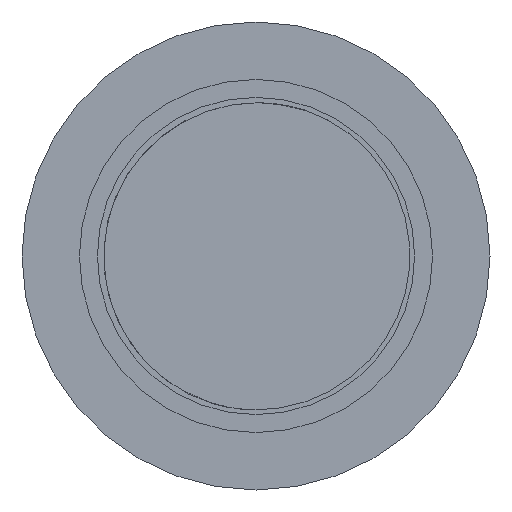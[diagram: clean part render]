
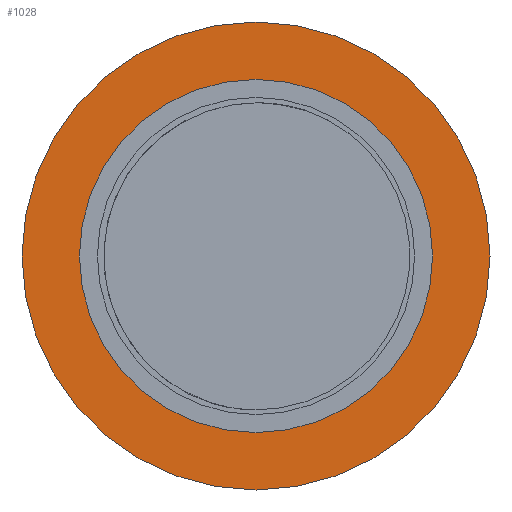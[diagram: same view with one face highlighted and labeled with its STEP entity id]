
A CAD part, front view. The second image highlights one B-rep face of the part: STEP entity #1028.
In plain terms, the highlighted planar face has unit normal (0, -1, 0).
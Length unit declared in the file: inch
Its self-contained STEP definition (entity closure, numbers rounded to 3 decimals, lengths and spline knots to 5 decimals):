
#219 = EDGE_CURVE ( 'NONE', #680, #515, #1250, .T. ) ;
#328 = DIRECTION ( 'NONE',  ( 0., 0., -1. ) ) ;
#329 = DIRECTION ( 'NONE',  ( 0., -1., 0. ) ) ;
#330 = CARTESIAN_POINT ( 'NONE',  ( 0., 0., 0. ) ) ;
#339 = DIRECTION ( 'NONE',  ( 0., 0., -1. ) ) ;
#340 = DIRECTION ( 'NONE',  ( 0., -1., 0. ) ) ;
#341 = CARTESIAN_POINT ( 'NONE',  ( 0., 0., 0. ) ) ;
#464 = EDGE_CURVE ( 'NONE', #515, #680, #1082, .T. ) ;
#469 = EDGE_CURVE ( 'NONE', #689, #669, #1092, .T. ) ;
#515 = VERTEX_POINT ( 'NONE', #842 ) ;
#562 = CARTESIAN_POINT ( 'NONE',  ( 0., 0., 0. ) ) ;
#595 = ORIENTED_EDGE ( 'NONE', *, *, #469, .F. ) ;
#609 = DIRECTION ( 'NONE',  ( 0., -1., 0. ) ) ;
#627 = ORIENTED_EDGE ( 'NONE', *, *, #464, .T. ) ;
#635 = DIRECTION ( 'NONE',  ( 0., 0., -1. ) ) ;
#669 = VERTEX_POINT ( 'NONE', #787 ) ;
#680 = VERTEX_POINT ( 'NONE', #780 ) ;
#689 = VERTEX_POINT ( 'NONE', #775 ) ;
#698 = DIRECTION ( 'NONE',  ( 0., 1., 0. ) ) ;
#707 = PLANE ( 'NONE',  #1164 ) ;
#709 = FACE_OUTER_BOUND ( 'NONE', #1538, .T. ) ;
#713 = FACE_BOUND ( 'NONE', #1500, .T. ) ;
#720 = DIRECTION ( 'NONE',  ( 0., 0., -1. ) ) ;
#722 = DIRECTION ( 'NONE',  ( 0., -1., 0. ) ) ;
#723 = CARTESIAN_POINT ( 'NONE',  ( 0., 0., 0. ) ) ;
#739 = CARTESIAN_POINT ( 'NONE',  ( -1.08, 0., 0. ) ) ;
#742 = DIRECTION ( 'NONE',  ( 0., 0., 1. ) ) ;
#775 = CARTESIAN_POINT ( 'NONE',  ( 0., 0., 0.815 ) ) ;
#780 = CARTESIAN_POINT ( 'NONE',  ( 0., 0., 1.08 ) ) ;
#787 = CARTESIAN_POINT ( 'NONE',  ( 0., 0., -0.815 ) ) ;
#842 = CARTESIAN_POINT ( 'NONE',  ( 0., 0., -1.08 ) ) ;
#1028 = ADVANCED_FACE ( 'NONE', ( #713, #709 ), #707, .F. ) ;
#1033 = EDGE_CURVE ( 'NONE', #669, #689, #1195, .T. ) ;
#1082 = CIRCLE ( 'NONE', #1279, 1.08 ) ;
#1092 = CIRCLE ( 'NONE', #1155, 0.815 ) ;
#1153 = AXIS2_PLACEMENT_3D ( 'NONE', #723, #722, #720 ) ;
#1155 = AXIS2_PLACEMENT_3D ( 'NONE', #330, #329, #328 ) ;
#1164 = AXIS2_PLACEMENT_3D ( 'NONE', #739, #698, #742 ) ;
#1195 = CIRCLE ( 'NONE', #1153, 0.815 ) ;
#1247 = AXIS2_PLACEMENT_3D ( 'NONE', #562, #609, #635 ) ;
#1250 = CIRCLE ( 'NONE', #1247, 1.08 ) ;
#1279 = AXIS2_PLACEMENT_3D ( 'NONE', #341, #340, #339 ) ;
#1364 = ORIENTED_EDGE ( 'NONE', *, *, #219, .T. ) ;
#1448 = ORIENTED_EDGE ( 'NONE', *, *, #1033, .F. ) ;
#1500 = EDGE_LOOP ( 'NONE', ( #1448, #595 ) ) ;
#1538 = EDGE_LOOP ( 'NONE', ( #627, #1364 ) ) ;
